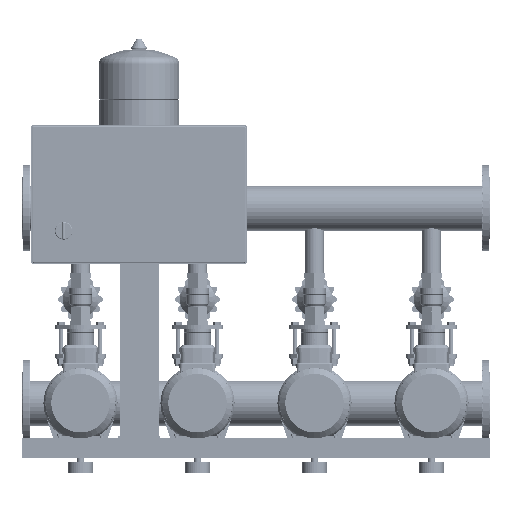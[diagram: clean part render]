
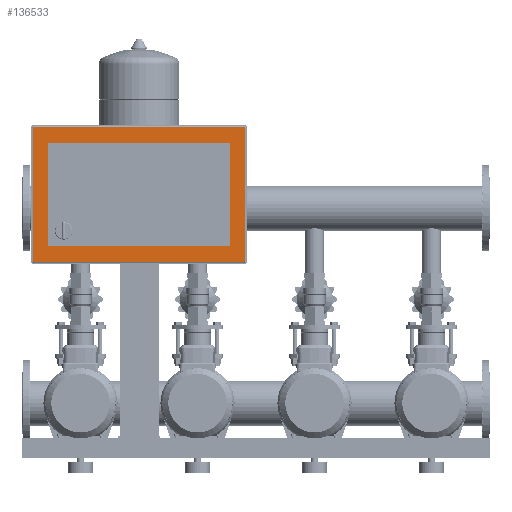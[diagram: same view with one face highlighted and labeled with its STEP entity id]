
A CAD part, front view. The second image highlights one B-rep face of the part: STEP entity #136533.
In plain terms, the highlighted planar face has unit normal (0, -1, 0).
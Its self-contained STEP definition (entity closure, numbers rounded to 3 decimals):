
#135239=CARTESIAN_POINT('',(67.,-380.0,848.0));
#135240=VERTEX_POINT('',#135239);
#135247=CARTESIAN_POINT('',(67.,-380.,582.0));
#135248=VERTEX_POINT('',#135247);
#135249=CARTESIAN_POINT('',(67.,-380.,582.0));
#135250=DIRECTION('',(0.0,0.0,1.0));
#135251=VECTOR('',#135250,266.0);
#135252=LINE('',#135249,#135251);
#135253=EDGE_CURVE('',#135248,#135240,#135252,.T.);
#135278=CARTESIAN_POINT('',(533.,-380.,582.));
#135279=VERTEX_POINT('',#135278);
#135280=CARTESIAN_POINT('',(533.,-380.,582.));
#135281=DIRECTION('',(-1.0,0.0,0.0));
#135282=VECTOR('',#135281,466.0);
#135283=LINE('',#135280,#135282);
#135284=EDGE_CURVE('',#135279,#135248,#135283,.T.);
#135309=CARTESIAN_POINT('',(533.0,-380.0,848.0));
#135310=VERTEX_POINT('',#135309);
#135311=CARTESIAN_POINT('',(533.0,-380.0,848.0));
#135312=DIRECTION('',(0.0,0.0,-1.0));
#135313=VECTOR('',#135312,266.);
#135314=LINE('',#135311,#135313);
#135315=EDGE_CURVE('',#135310,#135279,#135314,.T.);
#135338=CARTESIAN_POINT('',(67.,-380.0,848.0));
#135339=DIRECTION('',(1.0,0.0,0.0));
#135340=VECTOR('',#135339,466.0);
#135341=LINE('',#135338,#135340);
#135342=EDGE_CURVE('',#135240,#135310,#135341,.T.);
#136268=CARTESIAN_POINT('',(27.,-380.,545.0));
#136269=VERTEX_POINT('',#136268);
#136277=CARTESIAN_POINT('',(27.0,-380.0,885.0));
#136278=VERTEX_POINT('',#136277);
#136279=CARTESIAN_POINT('',(27.,-380.,545.0));
#136280=DIRECTION('',(0.0,0.0,1.0));
#136281=VECTOR('',#136280,340.0);
#136282=LINE('',#136279,#136281);
#136283=EDGE_CURVE('',#136269,#136278,#136282,.T.);
#136308=CARTESIAN_POINT('',(30.,-380.,542.0));
#136309=VERTEX_POINT('',#136308);
#136317=CARTESIAN_POINT('',(30.,-380.,545.0));
#136318=DIRECTION('',(0.,1.,0.));
#136319=DIRECTION('',(-0.707,0.,-0.707));
#136320=AXIS2_PLACEMENT_3D('',#136317,#136318,#136319);
#136321=CIRCLE('',#136320,3.);
#136322=EDGE_CURVE('',#136309,#136269,#136321,.T.);
#136334=CARTESIAN_POINT('',(30.0,-380.0,888.0));
#136335=VERTEX_POINT('',#136334);
#136353=CARTESIAN_POINT('',(30.0,-380.0,885.0));
#136354=DIRECTION('',(0.,1.0,0.));
#136355=DIRECTION('',(-0.707,0.,0.707));
#136356=AXIS2_PLACEMENT_3D('',#136353,#136354,#136355);
#136357=CIRCLE('',#136356,3.0);
#136358=EDGE_CURVE('',#136278,#136335,#136357,.T.);
#136368=CARTESIAN_POINT('',(570.,-380.,542.0));
#136369=VERTEX_POINT('',#136368);
#136377=CARTESIAN_POINT('',(570.,-380.,542.0));
#136378=DIRECTION('',(-1.0,0.0,0.0));
#136379=VECTOR('',#136378,540.0);
#136380=LINE('',#136377,#136379);
#136381=EDGE_CURVE('',#136369,#136309,#136380,.T.);
#136393=CARTESIAN_POINT('',(570.0,-380.0,888.0));
#136394=VERTEX_POINT('',#136393);
#136411=CARTESIAN_POINT('',(30.0,-380.0,888.0));
#136412=DIRECTION('',(1.0,0.0,0.0));
#136413=VECTOR('',#136412,540.0);
#136414=LINE('',#136411,#136413);
#136415=EDGE_CURVE('',#136335,#136394,#136414,.T.);
#136425=CARTESIAN_POINT('',(573.,-380.,545.0));
#136426=VERTEX_POINT('',#136425);
#136434=CARTESIAN_POINT('',(570.,-380.,545.0));
#136435=DIRECTION('',(0.,1.,0.));
#136436=DIRECTION('',(0.707,0.,-0.707));
#136437=AXIS2_PLACEMENT_3D('',#136434,#136435,#136436);
#136438=CIRCLE('',#136437,3.);
#136439=EDGE_CURVE('',#136426,#136369,#136438,.T.);
#136451=CARTESIAN_POINT('',(573.0,-380.0,885.0));
#136452=VERTEX_POINT('',#136451);
#136468=CARTESIAN_POINT('',(570.0,-380.0,885.0));
#136469=DIRECTION('',(0.,1.0,0.));
#136470=DIRECTION('',(0.707,0.,0.707));
#136471=AXIS2_PLACEMENT_3D('',#136468,#136469,#136470);
#136472=CIRCLE('',#136471,3.);
#136473=EDGE_CURVE('',#136394,#136452,#136472,.T.);
#136486=CARTESIAN_POINT('',(573.0,-380.0,885.0));
#136487=DIRECTION('',(0.0,0.0,-1.0));
#136488=VECTOR('',#136487,340.0);
#136489=LINE('',#136486,#136488);
#136490=EDGE_CURVE('',#136452,#136426,#136489,.T.);
#136512=CARTESIAN_POINT('',(300.,-380.,715.0));
#136513=DIRECTION('',(0.0,-1.0,0.0));
#136514=DIRECTION('',(1.0,0.0,0.0));
#136515=AXIS2_PLACEMENT_3D('',#136512,#136513,#136514);
#136516=PLANE('',#136515);
#136517=ORIENTED_EDGE('',*,*,#136283,.F.);
#136518=ORIENTED_EDGE('',*,*,#136322,.F.);
#136519=ORIENTED_EDGE('',*,*,#136381,.F.);
#136520=ORIENTED_EDGE('',*,*,#136439,.F.);
#136521=ORIENTED_EDGE('',*,*,#136490,.F.);
#136522=ORIENTED_EDGE('',*,*,#136473,.F.);
#136523=ORIENTED_EDGE('',*,*,#136415,.F.);
#136524=ORIENTED_EDGE('',*,*,#136358,.F.);
#136525=EDGE_LOOP('',(#136517,#136518,#136519,#136520,#136521,#136522,#136523,#136524));
#136526=FACE_OUTER_BOUND('',#136525,.T.);
#136527=ORIENTED_EDGE('',*,*,#135253,.T.);
#136528=ORIENTED_EDGE('',*,*,#135342,.T.);
#136529=ORIENTED_EDGE('',*,*,#135315,.T.);
#136530=ORIENTED_EDGE('',*,*,#135284,.T.);
#136531=EDGE_LOOP('',(#136527,#136528,#136529,#136530));
#136532=FACE_BOUND('',#136531,.T.);
#136533=ADVANCED_FACE('',(#136526,#136532),#136516,.T.);
